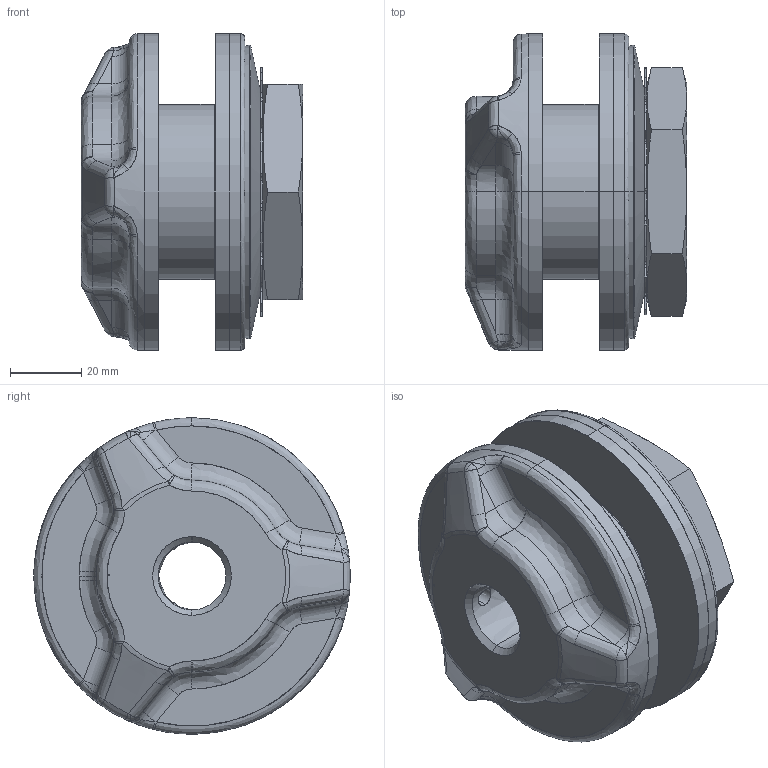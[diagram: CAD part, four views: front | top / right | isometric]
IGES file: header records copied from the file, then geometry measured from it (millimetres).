
Start section: SolidWorks IGES file using analytic representation for surfaces
Global section: file name: 35DEFAU10171155157758.igs; native system: SolidWorks 2007; preprocessor: SolidWorks 2007; author: partstream; date: 061017.115525; units: inch
Bounding box: 62.25 x 88.9 x 88.9 mm (x, y, z)
Surface area: 79129.3 mm2 (no closed solid volume)
Topology: 0 solids, 0 shells, 366 faces, 4779 edges, 4779 vertices
Faces by surface type: bspline 205, revolution 161
